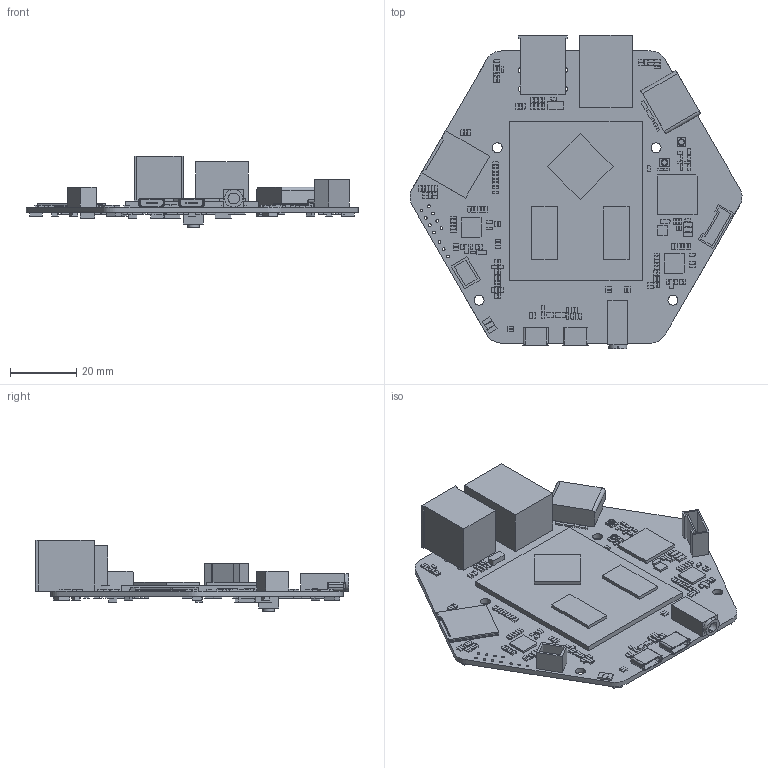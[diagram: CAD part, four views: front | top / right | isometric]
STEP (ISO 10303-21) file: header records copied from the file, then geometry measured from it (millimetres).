
FILE_DESCRIPTION(/* description */ (''),/* implementation_level */ '2;1');
FILE_NAME(/* name */ 'RESPEAKER CORE V2.stp',/* time_stamp */ '2020-07-24T09:08:47+08:00',/* author */ (''),/* organization */ (''),/* preprocessor_version */ 'ST-DEVELOPER v16.7',/* originating_system */ 'SIEMENS PLM Software NX 12.0',/* authorisation */ '');
FILE_SCHEMA (('AP203_CONFIGURATION_CONTROLLED_3D_DESIGN_OF_MECHANICAL_PARTS_AND_ASSEMBLIES_MIM_LF { 1 0 10303 403 2 1 2}'));
Products named in the file (1): RESPEAKER CORE V2
Bounding box: 100.04 x 94.44 x 21.5 mm (x, y, z)
Volume: 20167.1 mm3; surface area: 30950.5 mm2
Topology: 380 solids, 380 shells, 2066 faces, 3852 edges, 2564 vertices
Faces by surface type: plane 1793, extrusion 161, cylinder 112
Full cylindrical faces by diameter (mm): 0.5 x6, 0.686 x6, 0.762 x11, 0.8 x5, 0.825 x7, 0.826 x2, 1.6 x2, 1.676 x4, 2 x2, 3 x4, 3.251 x2, 3.5 x1
Entity records: 79319 total; most frequent: CARTESIAN_POINT 26720, ORIENTED_EDGE 7278, DIRECTION 5532, EDGE_CURVE 3639, VERTEX_POINT 2564, PRESENTATION_STYLE_ASSIGNMENT 2441, SURFACE_STYLE_USAGE 2441, SURFACE_SIDE_STYLE 2441
